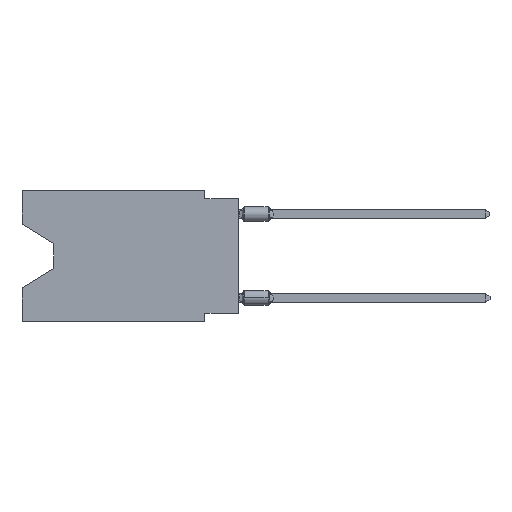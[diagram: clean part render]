
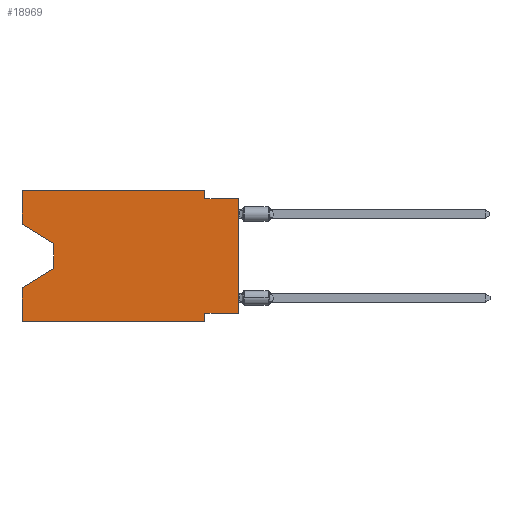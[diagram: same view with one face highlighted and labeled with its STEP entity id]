
A CAD part, left-side view. The second image highlights one B-rep face of the part: STEP entity #18969.
In plain terms, the highlighted planar face has unit normal (-1, 0, 0).
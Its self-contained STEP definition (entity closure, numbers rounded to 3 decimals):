
#256 = DIRECTION ( 'NONE',  ( 0., 0., 1. ) ) ;
#417 = ORIENTED_EDGE ( 'NONE', *, *, #8582, .T. ) ;
#637 = DIRECTION ( 'NONE',  ( 0., -1., 0. ) ) ;
#876 = CARTESIAN_POINT ( 'NONE',  ( 0., 0., -0.635 ) ) ;
#898 = CARTESIAN_POINT ( 'NONE',  ( 0., 13.97, -5.893 ) ) ;
#899 = AXIS2_PLACEMENT_3D ( 'NONE', #8232, #14810, #8005 ) ;
#1172 = EDGE_CURVE ( 'NONE', #10869, #16270, #15165, .T. ) ;
#1280 = CARTESIAN_POINT ( 'NONE',  ( 0., 16.383, 0. ) ) ;
#1654 = CARTESIAN_POINT ( 'NONE',  ( 0., 16.383, 0. ) ) ;
#1799 = EDGE_CURVE ( 'NONE', #11542, #13203, #10884, .T. ) ;
#2047 = DIRECTION ( 'NONE',  ( 0., 0., -1. ) ) ;
#2070 = CARTESIAN_POINT ( 'NONE',  ( 0., 16.383, 0. ) ) ;
#2369 = LINE ( 'NONE', #10354, #14019 ) ;
#2374 = CARTESIAN_POINT ( 'NONE',  ( 0., 13.97, -5.893 ) ) ;
#2423 = VERTEX_POINT ( 'NONE', #16509 ) ;
#2441 = CARTESIAN_POINT ( 'NONE',  ( 0., 13.97, -4.013 ) ) ;
#2493 = DIRECTION ( 'NONE',  ( 0., -1., 0. ) ) ;
#2741 = VERTEX_POINT ( 'NONE', #17961 ) ;
#2918 = ORIENTED_EDGE ( 'NONE', *, *, #20261, .F. ) ;
#2959 = VECTOR ( 'NONE', #9261, 1000. ) ;
#3116 = EDGE_CURVE ( 'NONE', #18066, #2423, #12946, .T. ) ;
#3236 = VECTOR ( 'NONE', #2493, 1000. ) ;
#3446 = CARTESIAN_POINT ( 'NONE',  ( 0., 2.54, 0. ) ) ;
#4442 = LINE ( 'NONE', #9382, #3236 ) ;
#4586 = ORIENTED_EDGE ( 'NONE', *, *, #1172, .F. ) ;
#5516 = CARTESIAN_POINT ( 'NONE',  ( 0., 13.97, -4.013 ) ) ;
#5566 = EDGE_CURVE ( 'NONE', #18050, #13203, #12771, .T. ) ;
#5624 = CARTESIAN_POINT ( 'NONE',  ( 0., 2.54, 0. ) ) ;
#5847 = VERTEX_POINT ( 'NONE', #8658 ) ;
#5867 = ORIENTED_EDGE ( 'NONE', *, *, #9064, .T. ) ;
#6090 = DIRECTION ( 'NONE',  ( 0., 0.855, -0.519 ) ) ;
#6165 = EDGE_CURVE ( 'NONE', #10869, #9373, #14909, .T. ) ;
#7086 = ORIENTED_EDGE ( 'NONE', *, *, #18734, .F. ) ;
#7210 = DIRECTION ( 'NONE',  ( 0., 1., 0. ) ) ;
#7351 = VERTEX_POINT ( 'NONE', #19697 ) ;
#7411 = LINE ( 'NONE', #13989, #20927 ) ;
#7996 = DIRECTION ( 'NONE',  ( 0., -0.855, -0.519 ) ) ;
#8005 = DIRECTION ( 'NONE',  ( 0., 0., -1. ) ) ;
#8115 = PLANE ( 'NONE',  #899 ) ;
#8232 = CARTESIAN_POINT ( 'NONE',  ( 0., 16.383, 0. ) ) ;
#8582 = EDGE_CURVE ( 'NONE', #11542, #14413, #4442, .T. ) ;
#8658 = CARTESIAN_POINT ( 'NONE',  ( 0., 0., -9.271 ) ) ;
#9064 = EDGE_CURVE ( 'NONE', #5847, #7351, #21070, .T. ) ;
#9261 = DIRECTION ( 'NONE',  ( 0., 0., 1. ) ) ;
#9373 = VERTEX_POINT ( 'NONE', #2441 ) ;
#9382 = CARTESIAN_POINT ( 'NONE',  ( 0., 16.383, -9.906 ) ) ;
#9462 = ORIENTED_EDGE ( 'NONE', *, *, #1799, .F. ) ;
#9644 = VECTOR ( 'NONE', #14670, 1000. ) ;
#9670 = CARTESIAN_POINT ( 'NONE',  ( 0., 0., 0. ) ) ;
#9777 = CARTESIAN_POINT ( 'NONE',  ( 0., 2.54, -9.906 ) ) ;
#10354 = CARTESIAN_POINT ( 'NONE',  ( 0., 2.54, -9.906 ) ) ;
#10436 = VECTOR ( 'NONE', #7996, 1000. ) ;
#10512 = VECTOR ( 'NONE', #2047, 1000. ) ;
#10568 = CARTESIAN_POINT ( 'NONE',  ( 0., 16.383, 0. ) ) ;
#10567 = LINE ( 'NONE', #5516, #10512 ) ;
#10869 = VERTEX_POINT ( 'NONE', #14426 ) ;
#10884 = LINE ( 'NONE', #1280, #2959 ) ;
#11197 = DIRECTION ( 'NONE',  ( 0., 0., 1. ) ) ;
#11517 = CARTESIAN_POINT ( 'NONE',  ( 0., 16.383, -7.36 ) ) ;
#11542 = VERTEX_POINT ( 'NONE', #14998 ) ;
#11762 = ORIENTED_EDGE ( 'NONE', *, *, #20859, .F. ) ;
#11929 = VECTOR ( 'NONE', #19151, 1000. ) ;
#12079 = ORIENTED_EDGE ( 'NONE', *, *, #20914, .T. ) ;
#12542 = LINE ( 'NONE', #876, #11929 ) ;
#12771 = LINE ( 'NONE', #898, #14560 ) ;
#12867 = ORIENTED_EDGE ( 'NONE', *, *, #6165, .T. ) ;
#12946 = LINE ( 'NONE', #3446, #9644 ) ;
#13203 = VERTEX_POINT ( 'NONE', #11517 ) ;
#13989 = CARTESIAN_POINT ( 'NONE',  ( 0., 0., -9.271 ) ) ;
#14019 = VECTOR ( 'NONE', #18487, 1000. ) ;
#14413 = VERTEX_POINT ( 'NONE', #9777 ) ;
#14426 = CARTESIAN_POINT ( 'NONE',  ( 0., 16.383, -2.546 ) ) ;
#14560 = VECTOR ( 'NONE', #6090, 1000. ) ;
#14670 = DIRECTION ( 'NONE',  ( 0., 0., -1. ) ) ;
#14688 = VECTOR ( 'NONE', #256, 1000. ) ;
#14810 = DIRECTION ( 'NONE',  ( 1., 0., 0. ) ) ;
#14909 = LINE ( 'NONE', #16218, #10436 ) ;
#14998 = CARTESIAN_POINT ( 'NONE',  ( 0., 16.383, -9.906 ) ) ;
#15165 = LINE ( 'NONE', #1654, #14688 ) ;
#15684 = ORIENTED_EDGE ( 'NONE', *, *, #16776, .F. ) ;
#15822 = ORIENTED_EDGE ( 'NONE', *, *, #3116, .F. ) ;
#16122 = FACE_OUTER_BOUND ( 'NONE', #16476, .T. ) ;
#16218 = CARTESIAN_POINT ( 'NONE',  ( 0., 16.383, -2.546 ) ) ;
#16270 = VERTEX_POINT ( 'NONE', #2070 ) ;
#16476 = EDGE_LOOP ( 'NONE', ( #12867, #12079, #17128, #9462, #417, #11762, #2918, #5867, #7086, #15822, #15684, #4586 ) ) ;
#16509 = CARTESIAN_POINT ( 'NONE',  ( 0., 2.54, -0.635 ) ) ;
#16776 = EDGE_CURVE ( 'NONE', #16270, #18066, #20331, .T. ) ;
#17128 = ORIENTED_EDGE ( 'NONE', *, *, #5566, .T. ) ;
#17961 = CARTESIAN_POINT ( 'NONE',  ( 0., 2.54, -9.271 ) ) ;
#17997 = VECTOR ( 'NONE', #11197, 1000. ) ;
#18050 = VERTEX_POINT ( 'NONE', #2374 ) ;
#18066 = VERTEX_POINT ( 'NONE', #5624 ) ;
#18487 = DIRECTION ( 'NONE',  ( 0., 0., -1. ) ) ;
#18734 = EDGE_CURVE ( 'NONE', #2423, #7351, #12542, .T. ) ;
#18969 = ADVANCED_FACE ( 'NONE', ( #16122 ), #8115, .F. ) ;
#19151 = DIRECTION ( 'NONE',  ( 0., -1., 0. ) ) ;
#19697 = CARTESIAN_POINT ( 'NONE',  ( 0., 0., -0.635 ) ) ;
#20261 = EDGE_CURVE ( 'NONE', #5847, #2741, #7411, .T. ) ;
#20331 = LINE ( 'NONE', #10568, #20796 ) ;
#20796 = VECTOR ( 'NONE', #637, 1000. ) ;
#20859 = EDGE_CURVE ( 'NONE', #2741, #14413, #2369, .T. ) ;
#20914 = EDGE_CURVE ( 'NONE', #9373, #18050, #10567, .T. ) ;
#20927 = VECTOR ( 'NONE', #7210, 1000. ) ;
#21070 = LINE ( 'NONE', #9670, #17997 ) ;
